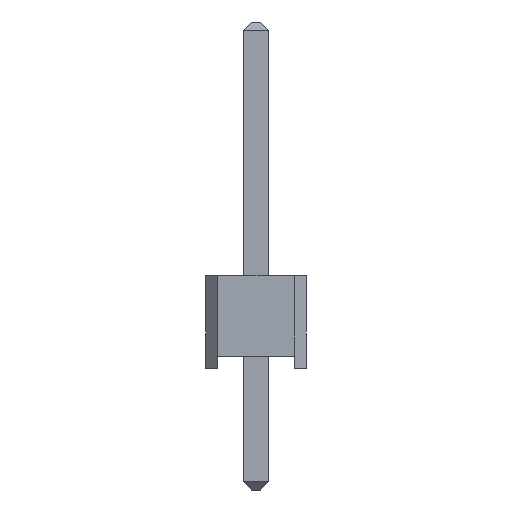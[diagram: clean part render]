
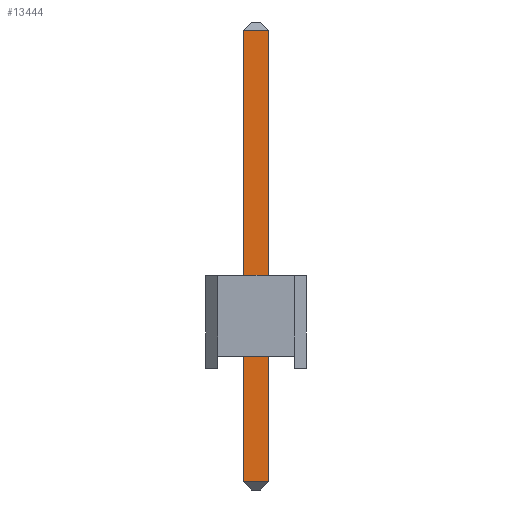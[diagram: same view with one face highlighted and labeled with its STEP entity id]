
A CAD part, left-side view. The second image highlights one B-rep face of the part: STEP entity #13444.
In plain terms, the highlighted planar face has unit normal (-1, 0, 0).
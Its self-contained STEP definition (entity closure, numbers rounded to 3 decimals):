
#13091 = PLANE('',#13092);
#13092 = AXIS2_PLACEMENT_3D('',#13093,#13094,#13095);
#13093 = CARTESIAN_POINT('',(-0.32,0.32,-3.));
#13094 = DIRECTION('',(-0.,1.,0.));
#13095 = DIRECTION('',(0.,0.,1.));
#13116 = VERTEX_POINT('',#13117);
#13117 = CARTESIAN_POINT('',(-0.32,0.32,-2.8));
#13143 = EDGE_CURVE('',#13116,#13144,#13146,.T.);
#13144 = VERTEX_POINT('',#13145);
#13145 = CARTESIAN_POINT('',(-0.32,0.32,8.34));
#13146 = SURFACE_CURVE('',#13147,(#13151,#13158),.PCURVE_S1.);
#13147 = LINE('',#13148,#13149);
#13148 = CARTESIAN_POINT('',(-0.32,0.32,-3.));
#13149 = VECTOR('',#13150,1.);
#13150 = DIRECTION('',(0.,-0.,1.));
#13151 = PCURVE('',#13091,#13152);
#13152 = DEFINITIONAL_REPRESENTATION('',(#13153),#13157);
#13153 = LINE('',#13154,#13155);
#13154 = CARTESIAN_POINT('',(0.,0.));
#13155 = VECTOR('',#13156,1.);
#13156 = DIRECTION('',(1.,0.));
#13157 = ( GEOMETRIC_REPRESENTATION_CONTEXT(2) 
PARAMETRIC_REPRESENTATION_CONTEXT() REPRESENTATION_CONTEXT('2D SPACE',''
  ) );
#13158 = PCURVE('',#13159,#13164);
#13159 = PLANE('',#13160);
#13160 = AXIS2_PLACEMENT_3D('',#13161,#13162,#13163);
#13161 = CARTESIAN_POINT('',(-0.32,-0.32,-3.));
#13162 = DIRECTION('',(-1.,0.,0.));
#13163 = DIRECTION('',(0.,0.,1.));
#13164 = DEFINITIONAL_REPRESENTATION('',(#13165),#13169);
#13165 = LINE('',#13166,#13167);
#13166 = CARTESIAN_POINT('',(0.,0.64));
#13167 = VECTOR('',#13168,1.);
#13168 = DIRECTION('',(1.,0.));
#13169 = ( GEOMETRIC_REPRESENTATION_CONTEXT(2) 
PARAMETRIC_REPRESENTATION_CONTEXT() REPRESENTATION_CONTEXT('2D SPACE',''
  ) );
#13271 = PLANE('',#13272);
#13272 = AXIS2_PLACEMENT_3D('',#13273,#13274,#13275);
#13273 = CARTESIAN_POINT('',(-0.22,-0.32,-2.9));
#13274 = DIRECTION('',(0.707,0.,0.707));
#13275 = DIRECTION('',(0.707,0.,-0.707));
#13304 = PLANE('',#13305);
#13305 = AXIS2_PLACEMENT_3D('',#13306,#13307,#13308);
#13306 = CARTESIAN_POINT('',(0.32,-0.32,-3.));
#13307 = DIRECTION('',(0.,-1.,0.));
#13308 = DIRECTION('',(0.,-0.,-1.));
#13384 = PLANE('',#13385);
#13385 = AXIS2_PLACEMENT_3D('',#13386,#13387,#13388);
#13386 = CARTESIAN_POINT('',(-0.22,-0.32,8.44));
#13387 = DIRECTION('',(-0.707,0.,0.707));
#13388 = DIRECTION('',(0.707,0.,0.707));
#13444 = ADVANCED_FACE('',(#13445),#13159,.T.);
#13445 = FACE_BOUND('',#13446,.T.);
#13446 = EDGE_LOOP('',(#13447,#13448,#13471,#13494));
#13447 = ORIENTED_EDGE('',*,*,#13143,.F.);
#13448 = ORIENTED_EDGE('',*,*,#13449,.T.);
#13449 = EDGE_CURVE('',#13116,#13450,#13452,.T.);
#13450 = VERTEX_POINT('',#13451);
#13451 = CARTESIAN_POINT('',(-0.32,-0.32,-2.8));
#13452 = SURFACE_CURVE('',#13453,(#13457,#13464),.PCURVE_S1.);
#13453 = LINE('',#13454,#13455);
#13454 = CARTESIAN_POINT('',(-0.32,-0.32,-2.8));
#13455 = VECTOR('',#13456,1.);
#13456 = DIRECTION('',(-0.,-1.,0.));
#13457 = PCURVE('',#13159,#13458);
#13458 = DEFINITIONAL_REPRESENTATION('',(#13459),#13463);
#13459 = LINE('',#13460,#13461);
#13460 = CARTESIAN_POINT('',(0.2,0.));
#13461 = VECTOR('',#13462,1.);
#13462 = DIRECTION('',(0.,-1.));
#13463 = ( GEOMETRIC_REPRESENTATION_CONTEXT(2) 
PARAMETRIC_REPRESENTATION_CONTEXT() REPRESENTATION_CONTEXT('2D SPACE',''
  ) );
#13464 = PCURVE('',#13271,#13465);
#13465 = DEFINITIONAL_REPRESENTATION('',(#13466),#13470);
#13466 = LINE('',#13467,#13468);
#13467 = CARTESIAN_POINT('',(-0.141,0.));
#13468 = VECTOR('',#13469,1.);
#13469 = DIRECTION('',(-0.,-1.));
#13470 = ( GEOMETRIC_REPRESENTATION_CONTEXT(2) 
PARAMETRIC_REPRESENTATION_CONTEXT() REPRESENTATION_CONTEXT('2D SPACE',''
  ) );
#13471 = ORIENTED_EDGE('',*,*,#13472,.T.);
#13472 = EDGE_CURVE('',#13450,#13473,#13475,.T.);
#13473 = VERTEX_POINT('',#13474);
#13474 = CARTESIAN_POINT('',(-0.32,-0.32,8.34));
#13475 = SURFACE_CURVE('',#13476,(#13480,#13487),.PCURVE_S1.);
#13476 = LINE('',#13477,#13478);
#13477 = CARTESIAN_POINT('',(-0.32,-0.32,-3.));
#13478 = VECTOR('',#13479,1.);
#13479 = DIRECTION('',(0.,0.,1.));
#13480 = PCURVE('',#13159,#13481);
#13481 = DEFINITIONAL_REPRESENTATION('',(#13482),#13486);
#13482 = LINE('',#13483,#13484);
#13483 = CARTESIAN_POINT('',(0.,0.));
#13484 = VECTOR('',#13485,1.);
#13485 = DIRECTION('',(1.,0.));
#13486 = ( GEOMETRIC_REPRESENTATION_CONTEXT(2) 
PARAMETRIC_REPRESENTATION_CONTEXT() REPRESENTATION_CONTEXT('2D SPACE',''
  ) );
#13487 = PCURVE('',#13304,#13488);
#13488 = DEFINITIONAL_REPRESENTATION('',(#13489),#13493);
#13489 = LINE('',#13490,#13491);
#13490 = CARTESIAN_POINT('',(-0.,-0.64));
#13491 = VECTOR('',#13492,1.);
#13492 = DIRECTION('',(-1.,0.));
#13493 = ( GEOMETRIC_REPRESENTATION_CONTEXT(2) 
PARAMETRIC_REPRESENTATION_CONTEXT() REPRESENTATION_CONTEXT('2D SPACE',''
  ) );
#13494 = ORIENTED_EDGE('',*,*,#13495,.T.);
#13495 = EDGE_CURVE('',#13473,#13144,#13496,.T.);
#13496 = SURFACE_CURVE('',#13497,(#13501,#13508),.PCURVE_S1.);
#13497 = LINE('',#13498,#13499);
#13498 = CARTESIAN_POINT('',(-0.32,-0.32,8.34));
#13499 = VECTOR('',#13500,1.);
#13500 = DIRECTION('',(0.,1.,-0.));
#13501 = PCURVE('',#13159,#13502);
#13502 = DEFINITIONAL_REPRESENTATION('',(#13503),#13507);
#13503 = LINE('',#13504,#13505);
#13504 = CARTESIAN_POINT('',(11.34,0.));
#13505 = VECTOR('',#13506,1.);
#13506 = DIRECTION('',(0.,1.));
#13507 = ( GEOMETRIC_REPRESENTATION_CONTEXT(2) 
PARAMETRIC_REPRESENTATION_CONTEXT() REPRESENTATION_CONTEXT('2D SPACE',''
  ) );
#13508 = PCURVE('',#13384,#13509);
#13509 = DEFINITIONAL_REPRESENTATION('',(#13510),#13514);
#13510 = LINE('',#13511,#13512);
#13511 = CARTESIAN_POINT('',(-0.141,0.));
#13512 = VECTOR('',#13513,1.);
#13513 = DIRECTION('',(0.,1.));
#13514 = ( GEOMETRIC_REPRESENTATION_CONTEXT(2) 
PARAMETRIC_REPRESENTATION_CONTEXT() REPRESENTATION_CONTEXT('2D SPACE',''
  ) );
